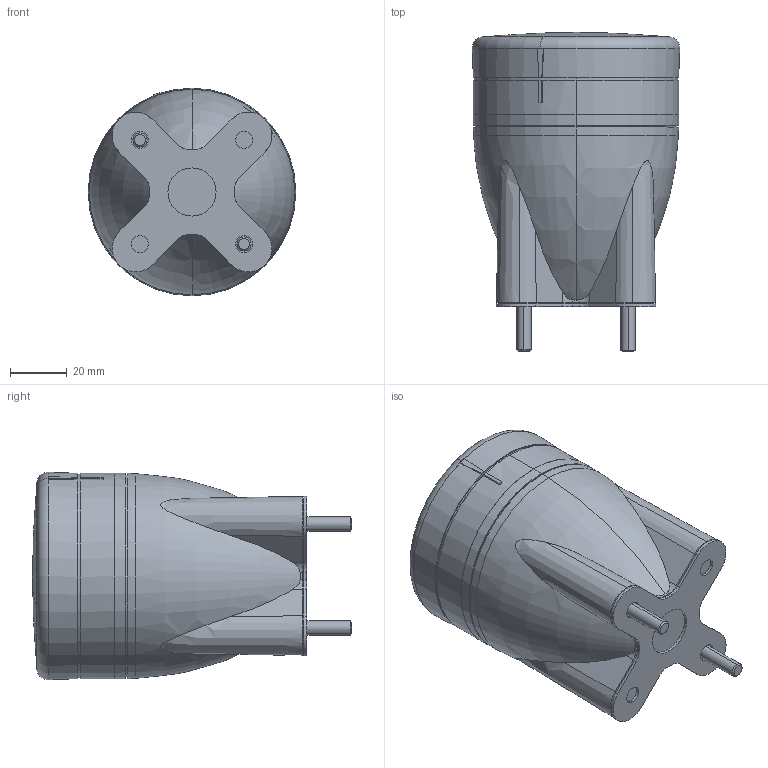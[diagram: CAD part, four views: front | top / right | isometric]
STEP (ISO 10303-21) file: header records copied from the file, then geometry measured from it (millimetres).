
FILE_DESCRIPTION (( 'STEP AP214' ), '1' );
FILE_NAME ('sl7_cb_ims.stp', '2013-09-20T09:13:27', ( '' ), ( '' ), 'SwSTEP 2.0', 'SolidWorks 2011', '' );
FILE_SCHEMA (( 'AUTOMOTIVE_DESIGN' ));
Length unit declared in the file: millimetre
Products named in the file (3): sl7_cb_ims; 171448_part1_HI; SL7-TowerCap_HI
Assembly tree (2 placements, depth 2):
  sl7_cb_ims
    171448_part1_HI
    SL7-TowerCap_HI
Bounding box: 73.32 x 112.75 x 73.32 mm (x, y, z)
Volume: 329709.7 mm3; surface area: 43744.7 mm2
Topology: 2 solids, 2 shells, 194 faces, 495 edges, 326 vertices
Faces by surface type: plane 91, cylinder 65, cone 28, torus 6, sphere 4
Entity records: 6389 total; most frequent: CARTESIAN_POINT 1390, DIRECTION 1067, ORIENTED_EDGE 990, EDGE_CURVE 495, AXIS2_PLACEMENT_3D 403, VERTEX_POINT 326, LINE 261, VECTOR 261
